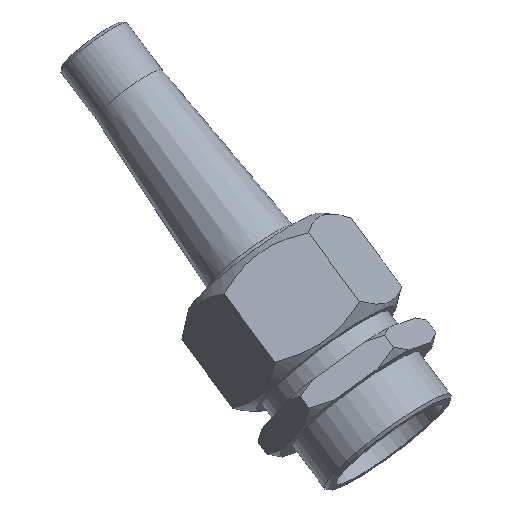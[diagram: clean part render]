
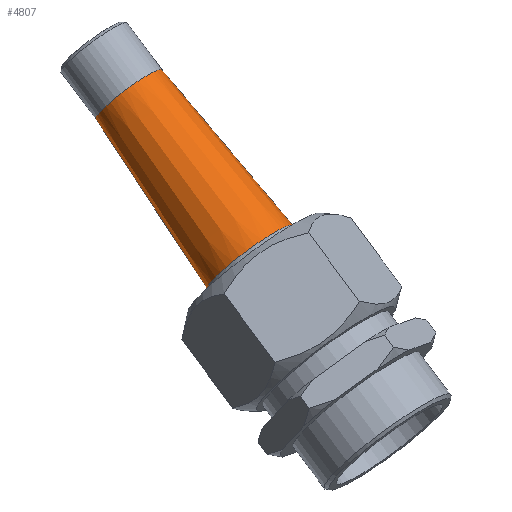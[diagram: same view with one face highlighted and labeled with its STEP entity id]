
A CAD part, isometric view. The second image highlights one B-rep face of the part: STEP entity #4807.
In plain terms, the highlighted conical face has half-angle 3.381 degrees and reference radius 14.338 mm.
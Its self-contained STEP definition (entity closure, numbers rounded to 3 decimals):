
#40=CONICAL_SURFACE($,#5030,14.338,3.381);
#141=FACE_BOUND($,#808,.T.);
#184=CIRCLE($,#5029,16.176);
#185=CIRCLE($,#5031,12.5);
#509=FACE_OUTER_BOUND($,#807,.T.);
#807=EDGE_LOOP($,(#4150));
#808=EDGE_LOOP($,(#4151));
#2221=VERTEX_POINT($,#8723);
#2222=VERTEX_POINT($,#8726);
#2865=EDGE_CURVE($,#2221,#2221,#184,.T.);
#2866=EDGE_CURVE($,#2222,#2222,#185,.T.);
#4150=ORIENTED_EDGE($,*,*,#2865,.T.);
#4151=ORIENTED_EDGE($,*,*,#2866,.F.);
#4807=ADVANCED_FACE($,(#509,#141),#40,.T.);
#5029=AXIS2_PLACEMENT_3D($,#8724,#5877,#5878);
#5030=AXIS2_PLACEMENT_3D($,#8725,#5879,#5880);
#5031=AXIS2_PLACEMENT_3D($,#8727,#5881,#5882);
#5877=DIRECTION('center_axis',(1.,0.,0.));
#5878=DIRECTION('ref_axis',(0.,0.,-1.));
#5879=DIRECTION('center_axis',(-1.,0.,0.));
#5880=DIRECTION('ref_axis',(0.,1.,0.));
#5881=DIRECTION('center_axis',(1.,0.,0.));
#5882=DIRECTION('ref_axis',(0.,0.,-1.));
#8723=CARTESIAN_POINT('',(17.448,16.176,0.));
#8724=CARTESIAN_POINT('Origin',(17.448,0.,
0.));
#8725=CARTESIAN_POINT('Origin',(48.561,0.,
0.));
#8726=CARTESIAN_POINT('',(79.674,12.5,0.));
#8727=CARTESIAN_POINT('Origin',(79.674,0.,
0.));
